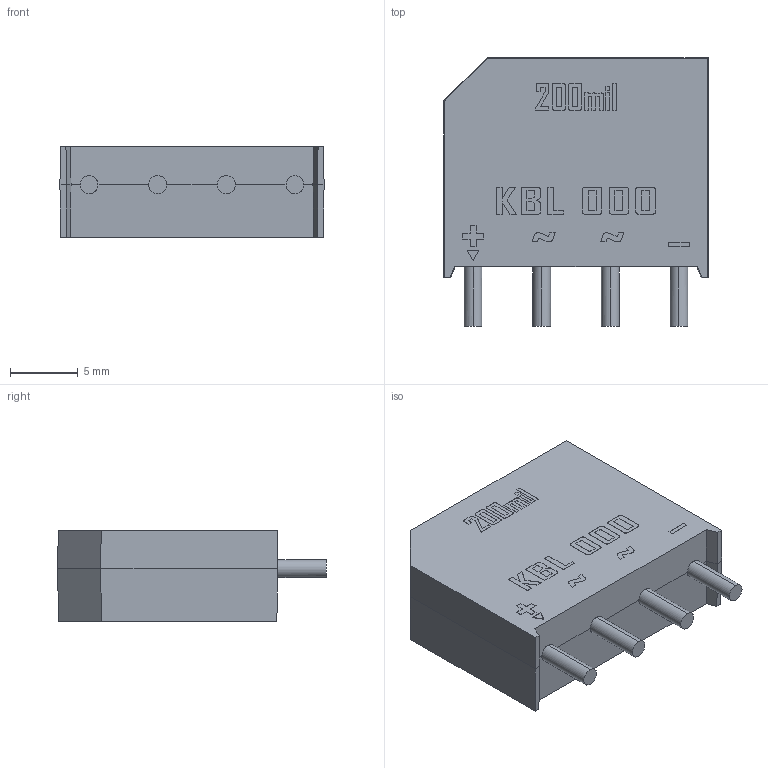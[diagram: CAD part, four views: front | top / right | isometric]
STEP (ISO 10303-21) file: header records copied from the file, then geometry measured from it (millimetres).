
FILE_DESCRIPTION (( 'STEP AP214' ), '1' );
FILE_NAME ('KBL___KBL__.STEP', '2023-03-01T20:27:10', ( '' ), ( '' ), 'SwSTEP 2.0', 'SolidWorks 2020', '' );
FILE_SCHEMA (( 'AUTOMOTIVE_DESIGN' ));
Length unit declared in the file: millimetre
Products named in the file (1): KBL___KBL__
Bounding box: 19.56 x 19.9 x 6.73 mm (x, y, z)
Volume: 2022.7 mm3; surface area: 1140.5 mm2
Topology: 1 solids, 1 shells, 246 faces, 648 edges, 429 vertices
Faces by surface type: plane 195, bspline 43, cylinder 8
Entity records: 11470 total; most frequent: CARTESIAN_POINT 2975, ORIENTED_EDGE 1296, DIRECTION 962, EDGE_CURVE 648, VECTOR 538, LINE 538, VERTEX_POINT 429, EDGE_LOOP 271
